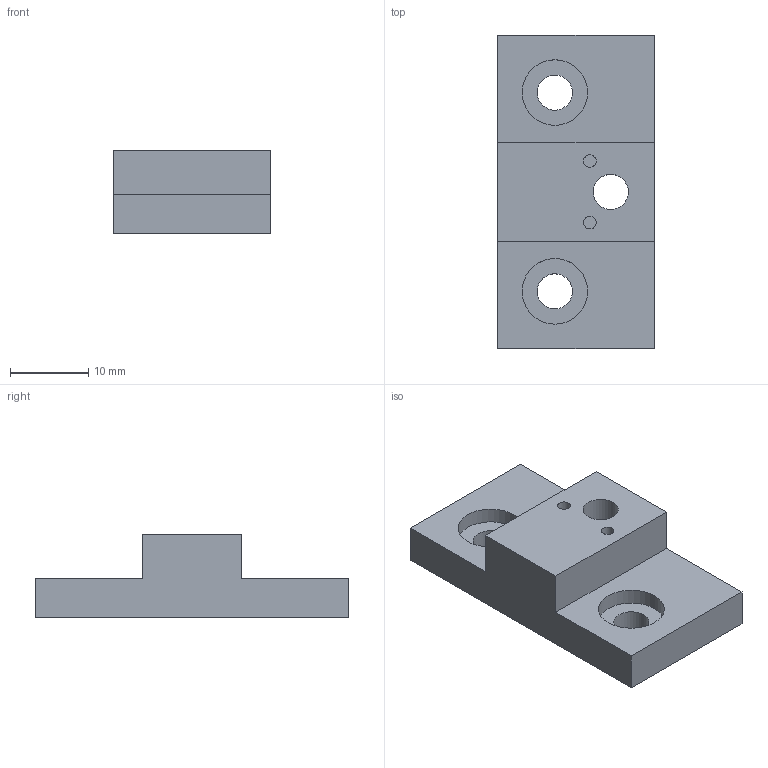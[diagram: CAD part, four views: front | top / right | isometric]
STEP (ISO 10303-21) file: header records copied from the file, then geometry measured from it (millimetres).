
FILE_DESCRIPTION(/* description */ (''),/* implementation_level */ '2;1');
FILE_NAME(/* name */ 'GenericBase.step',/* time_stamp */ '2025-06-16T15:23:14-07:00',/* author */ (''),/* organization */ (''),/* preprocessor_version */ 'ST-DEVELOPER v20.1',/* originating_system */ 'Autodesk Translation Framework v14.10.0.0',/* authorisation */ '');
FILE_SCHEMA (('AUTOMOTIVE_DESIGN { 1 0 10303 214 3 1 1 }'));
Length unit declared in the file: millimetre
Products named in the file (1): GenericBase2
Bounding box: 20 x 40 x 10.67 mm (x, y, z)
Volume: 4855.1 mm3; surface area: 2885.8 mm2
Topology: 1 solids, 1 shells, 27 faces, 54 edges, 36 vertices
Faces by surface type: plane 17, cylinder 10
Full cylindrical faces by diameter (mm): 1.6 x2, 2 x2, 4.496 x3, 8.382 x3
Entity records: 753 total; most frequent: DIRECTION 130, CARTESIAN_POINT 118, ORIENTED_EDGE 108, EDGE_CURVE 54, AXIS2_PLACEMENT_3D 48, EDGE_LOOP 40, VERTEX_POINT 36, LINE 34
